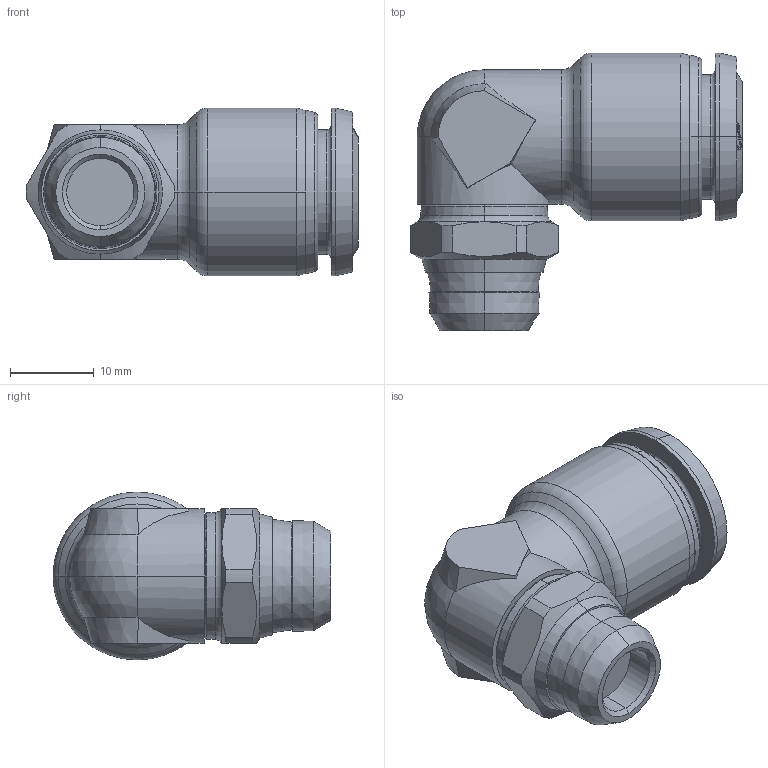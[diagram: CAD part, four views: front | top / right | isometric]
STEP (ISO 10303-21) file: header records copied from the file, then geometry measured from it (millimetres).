
FILE_DESCRIPTION(( 'RT.18.12.14.step' ), '1');
FILE_NAME( 'RT.18.12.14.step', '2018-10-08T14:47:57',( 'Sopra'),('sopra-pneumatic.com'), 'SwSTEP 2.0','SolidWorks 2009','' );
FILE_SCHEMA (( 'AUTOMOTIVE_DESIGN' ));
Length unit declared in the file: millimetre
Products named in the file (1): 5511100015
Bounding box: 39.55 x 33.1 x 20 mm (x, y, z)
Volume: 11126.8 mm3; surface area: 4081 mm2
Topology: 1 solids, 1 shells, 179 faces, 433 edges, 270 vertices
Faces by surface type: cone 55, bspline 54, plane 32, cylinder 22, torus 14, sphere 2
Entity records: 9993 total; most frequent: CARTESIAN_POINT 4233, ORIENTED_EDGE 866, DIRECTION 637, EDGE_CURVE 433, VERTEX_POINT 270, AXIS2_PLACEMENT_3D 253, EDGE_LOOP 193, UNCERTAINTY_MEASURE_WITH_UNIT 182
